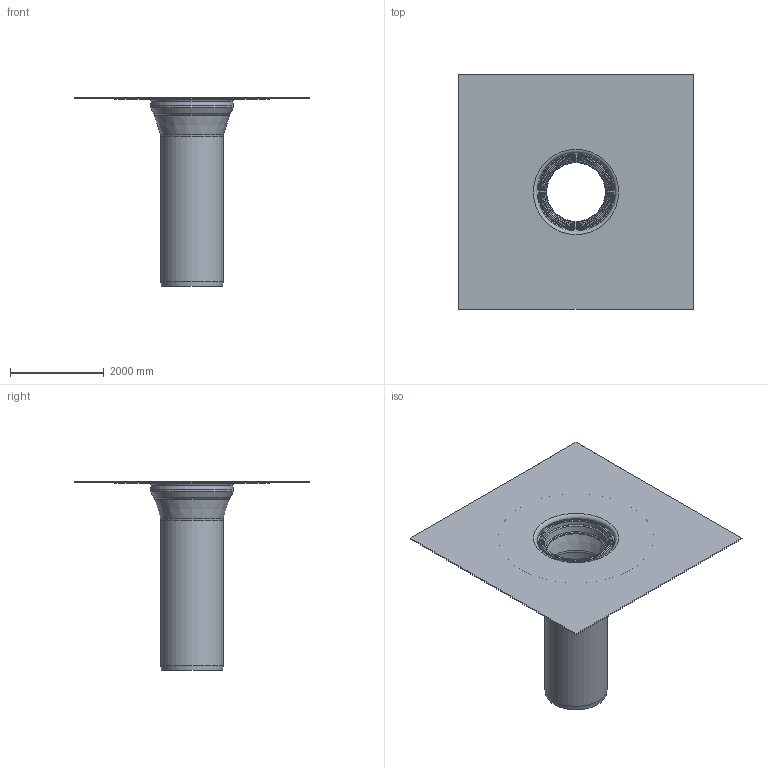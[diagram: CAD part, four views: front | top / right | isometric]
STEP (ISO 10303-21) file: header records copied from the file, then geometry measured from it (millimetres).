
FILE_DESCRIPTION(/* description */ (''),/* implementation_level */ '2;1');
FILE_NAME(/* name */ '16203.100X_3D.stp',/* time_stamp */ '2025-07-07T13:23:27+02:00',/* author */ ('c.rudolph'),/* organization */ (''),/* preprocessor_version */ 'ST-DEVELOPER v20',/* originating_system */ 'AutoCAD Mechanical',/* authorisation */ '');
FILE_SCHEMA (('AUTOMOTIVE_DESIGN { 1 0 10303 214 3 1 1 }'));
Length unit declared in the file: centimetre
Products named in the file (2): Product; *S0
Assembly tree (1 placements, depth 2):
  Product
    *S0
Bounding box: 5000 x 5000 x 4020 mm (x, y, z)
Volume: 1094584300.4 mm3; surface area: 106394317.8 mm2
Topology: 5 solids, 6 shells, 83 faces, 190 edges, 123 vertices
Faces by surface type: torus 29, cone 20, plane 19, cylinder 15
Full cylindrical faces by diameter (mm): 1250 x1, 1290 x1, 1330 x1, 1410.028 x1, 1460 x2, 1500 x2, 1520 x1, 1700 x1, 1700.028 x1, 1740 x1, 1740.028 x1, 1770 x1, 3300 x1
Entity records: 2506 total; most frequent: DIRECTION 502, CARTESIAN_POINT 399, ORIENTED_EDGE 378, AXIS2_PLACEMENT_3D 226, EDGE_CURVE 189, CIRCLE 140, VERTEX_POINT 121, EDGE_LOOP 98
